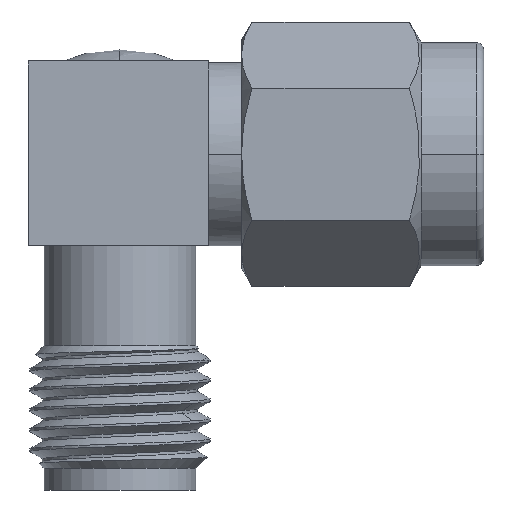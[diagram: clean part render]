
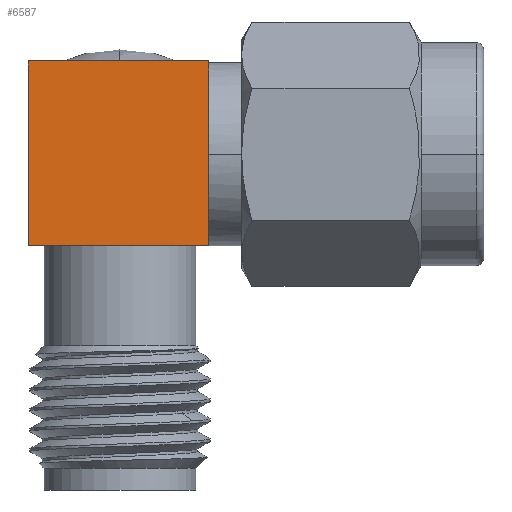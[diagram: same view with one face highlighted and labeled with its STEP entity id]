
A CAD part, left-side view. The second image highlights one B-rep face of the part: STEP entity #6587.
In plain terms, the highlighted planar face has unit normal (-1, 0, 0).
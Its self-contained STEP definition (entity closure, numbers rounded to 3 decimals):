
#1352=DIRECTION('',(0.,0.,1.));
#1353=VECTOR('',#1352,2.135);
#1354=CARTESIAN_POINT('',(0.,0.,8.458));
#1355=LINE('',#1354,#1353);
#1366=DIRECTION('',(0.,0.,1.));
#1367=VECTOR('',#1366,2.079);
#1368=CARTESIAN_POINT('',(0.,0.,10.594));
#1369=LINE('',#1368,#1367);
#1370=DIRECTION('',(0.,-1.,0.));
#1371=VECTOR('',#1370,6.25);
#1372=CARTESIAN_POINT('',(0.,6.25,8.458));
#1373=LINE('',#1372,#1371);
#1374=DIRECTION('',(0.,0.,1.));
#1375=VECTOR('',#1374,6.401);
#1376=CARTESIAN_POINT('',(0.,6.25,8.458));
#1377=LINE('',#1376,#1375);
#1404=DIRECTION('',(0.,0.,1.));
#1405=VECTOR('',#1404,2.186);
#1406=CARTESIAN_POINT('',(0.,0.,12.673));
#1407=LINE('',#1406,#1405);
#3565=DIRECTION('',(0.,-1.,0.));
#3566=VECTOR('',#3565,6.25);
#3567=CARTESIAN_POINT('',(0.,6.25,14.859));
#3568=LINE('',#3567,#3566);
#4253=CARTESIAN_POINT('',(0.,0.,14.859));
#4255=VERTEX_POINT('',#4253);
#4259=CARTESIAN_POINT('',(0.,6.25,14.859));
#4260=VERTEX_POINT('',#4259);
#4273=CARTESIAN_POINT('',(0.,6.25,8.458));
#4274=VERTEX_POINT('',#4273);
#4275=CARTESIAN_POINT('',(0.,0.,8.458));
#4276=VERTEX_POINT('',#4275);
#4379=CARTESIAN_POINT('',(0.,0.,
10.594));
#4380=VERTEX_POINT('',#4379);
#4381=CARTESIAN_POINT('',(0.,0.,
12.673));
#4382=VERTEX_POINT('',#4381);
#6571=CARTESIAN_POINT('',(0.,6.25,0.));
#6572=DIRECTION('',(-1.,0.,0.));
#6573=DIRECTION('',(0.,-1.,0.));
#6574=AXIS2_PLACEMENT_3D('',#6571,#6572,#6573);
#6575=PLANE('',#6574);
#6576=ORIENTED_EDGE('',*,*,#6563,.F.);
#6577=ORIENTED_EDGE('',*,*,#6534,.F.);
#6578=ORIENTED_EDGE('',*,*,#6517,.F.);
#6580=ORIENTED_EDGE('',*,*,#6579,.T.);
#6582=ORIENTED_EDGE('',*,*,#6581,.T.);
#6584=ORIENTED_EDGE('',*,*,#6583,.F.);
#6585=EDGE_LOOP('',(#6576,#6577,#6578,#6580,#6582,#6584));
#6586=FACE_OUTER_BOUND('',#6585,.F.);
#6517=EDGE_CURVE('',#4274,#4276,#1373,.T.);
#6534=EDGE_CURVE('',#4276,#4380,#1355,.T.);
#6563=EDGE_CURVE('',#4380,#4382,#1369,.T.);
#6579=EDGE_CURVE('',#4274,#4260,#1377,.T.);
#6581=EDGE_CURVE('',#4260,#4255,#3568,.T.);
#6583=EDGE_CURVE('',#4382,#4255,#1407,.T.);
#6587=ADVANCED_FACE('',(#6586),#6575,.T.);
